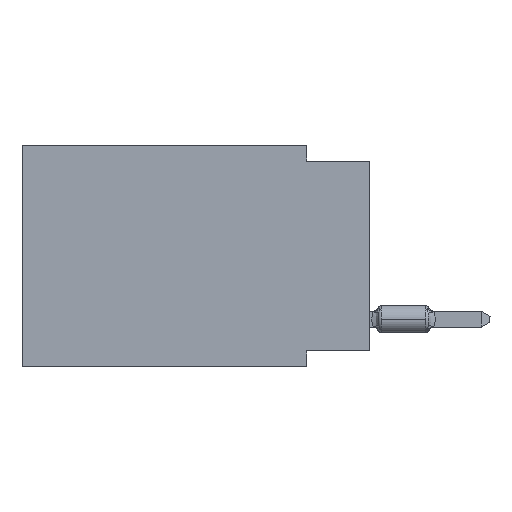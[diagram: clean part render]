
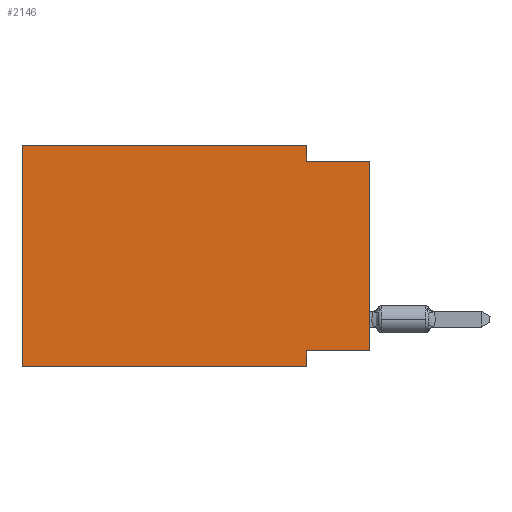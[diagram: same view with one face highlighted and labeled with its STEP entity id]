
A CAD part, left-side view. The second image highlights one B-rep face of the part: STEP entity #2146.
In plain terms, the highlighted planar face has unit normal (-1, 0, 0).
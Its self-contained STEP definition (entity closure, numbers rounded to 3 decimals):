
#570 = DIRECTION ( 'NONE',  ( 0., -1., 0. ) ) ;
#624 = ORIENTED_EDGE ( 'NONE', *, *, #16239, .F. ) ;
#642 = CARTESIAN_POINT ( 'NONE',  ( 0., 0., -8.255 ) ) ;
#1450 = ORIENTED_EDGE ( 'NONE', *, *, #18074, .F. ) ;
#1459 = VECTOR ( 'NONE', #9132, 1000. ) ;
#1704 = EDGE_LOOP ( 'NONE', ( #16249, #4513, #27058, #27948, #624, #4690, #1450, #3254 ) ) ;
#1762 = VECTOR ( 'NONE', #16626, 1000. ) ;
#1987 = LINE ( 'NONE', #27574, #1762 ) ;
#2146 = ADVANCED_FACE ( 'NONE', ( #25244 ), #7570, .F. ) ;
#2362 = LINE ( 'NONE', #15847, #9514 ) ;
#2376 = EDGE_CURVE ( 'NONE', #18054, #25468, #4681, .T. ) ;
#2659 = VERTEX_POINT ( 'NONE', #15271 ) ;
#3254 = ORIENTED_EDGE ( 'NONE', *, *, #2376, .F. ) ;
#4143 = DIRECTION ( 'NONE',  ( 0., 0., 1. ) ) ;
#4513 = ORIENTED_EDGE ( 'NONE', *, *, #15041, .F. ) ;
#4681 = LINE ( 'NONE', #642, #1459 ) ;
#4690 = ORIENTED_EDGE ( 'NONE', *, *, #23933, .T. ) ;
#5041 = DIRECTION ( 'NONE',  ( 0., 0., 1. ) ) ;
#6305 = LINE ( 'NONE', #6987, #13430 ) ;
#6755 = DIRECTION ( 'NONE',  ( 0., -1., 0. ) ) ;
#6977 = AXIS2_PLACEMENT_3D ( 'NONE', #23227, #9716, #20787 ) ;
#6987 = CARTESIAN_POINT ( 'NONE',  ( 0., 0., 0. ) ) ;
#7570 = PLANE ( 'NONE',  #6977 ) ;
#9059 = CARTESIAN_POINT ( 'NONE',  ( 0., 13.97, -8.89 ) ) ;
#9132 = DIRECTION ( 'NONE',  ( 0., 1., 0. ) ) ;
#9235 = LINE ( 'NONE', #22596, #13714 ) ;
#9514 = VECTOR ( 'NONE', #15705, 1000. ) ;
#9639 = LINE ( 'NONE', #27469, #19132 ) ;
#9713 = VERTEX_POINT ( 'NONE', #10316 ) ;
#9716 = DIRECTION ( 'NONE',  ( 1., 0., 0. ) ) ;
#10316 = CARTESIAN_POINT ( 'NONE',  ( 0., 13.97, 0. ) ) ;
#10897 = VERTEX_POINT ( 'NONE', #13080 ) ;
#11309 = EDGE_CURVE ( 'NONE', #18054, #2659, #6305, .T. ) ;
#11503 = CARTESIAN_POINT ( 'NONE',  ( 0., 2.54, 0. ) ) ;
#13080 = CARTESIAN_POINT ( 'NONE',  ( 0., 2.54, -8.89 ) ) ;
#13430 = VECTOR ( 'NONE', #4143, 1000. ) ;
#13714 = VECTOR ( 'NONE', #24478, 1000. ) ;
#14676 = CARTESIAN_POINT ( 'NONE',  ( 0., 2.54, -0.635 ) ) ;
#15041 = EDGE_CURVE ( 'NONE', #22970, #2659, #2362, .T. ) ;
#15271 = CARTESIAN_POINT ( 'NONE',  ( 0., 0., -0.635 ) ) ;
#15705 = DIRECTION ( 'NONE',  ( 0., -1., 0. ) ) ;
#15782 = CARTESIAN_POINT ( 'NONE',  ( 0., 13.97, -8.89 ) ) ;
#15847 = CARTESIAN_POINT ( 'NONE',  ( 0., 0., -0.635 ) ) ;
#16239 = EDGE_CURVE ( 'NONE', #17692, #9713, #9639, .T. ) ;
#16249 = ORIENTED_EDGE ( 'NONE', *, *, #11309, .T. ) ;
#16626 = DIRECTION ( 'NONE',  ( 0., 0., -1. ) ) ;
#16904 = CARTESIAN_POINT ( 'NONE',  ( 0., 0., -8.255 ) ) ;
#17692 = VERTEX_POINT ( 'NONE', #9059 ) ;
#18054 = VERTEX_POINT ( 'NONE', #16904 ) ;
#18074 = EDGE_CURVE ( 'NONE', #25468, #10897, #1987, .T. ) ;
#18547 = EDGE_CURVE ( 'NONE', #23533, #22970, #9235, .T. ) ;
#18961 = EDGE_CURVE ( 'NONE', #9713, #23533, #24725, .T. ) ;
#19068 = CARTESIAN_POINT ( 'NONE',  ( 0., 2.54, -8.255 ) ) ;
#19132 = VECTOR ( 'NONE', #5041, 1000. ) ;
#20238 = VECTOR ( 'NONE', #6755, 1000. ) ;
#20787 = DIRECTION ( 'NONE',  ( 0., 0., -1. ) ) ;
#21086 = VECTOR ( 'NONE', #570, 1000. ) ;
#22596 = CARTESIAN_POINT ( 'NONE',  ( 0., 2.54, 0. ) ) ;
#22970 = VERTEX_POINT ( 'NONE', #14676 ) ;
#23227 = CARTESIAN_POINT ( 'NONE',  ( 0., 13.97, 0. ) ) ;
#23533 = VERTEX_POINT ( 'NONE', #11503 ) ;
#23933 = EDGE_CURVE ( 'NONE', #17692, #10897, #26718, .T. ) ;
#24157 = CARTESIAN_POINT ( 'NONE',  ( 0., 13.97, 0. ) ) ;
#24478 = DIRECTION ( 'NONE',  ( 0., 0., -1. ) ) ;
#24725 = LINE ( 'NONE', #24157, #21086 ) ;
#25244 = FACE_OUTER_BOUND ( 'NONE', #1704, .T. ) ;
#25468 = VERTEX_POINT ( 'NONE', #19068 ) ;
#26718 = LINE ( 'NONE', #15782, #20238 ) ;
#27058 = ORIENTED_EDGE ( 'NONE', *, *, #18547, .F. ) ;
#27469 = CARTESIAN_POINT ( 'NONE',  ( 0., 13.97, 0. ) ) ;
#27574 = CARTESIAN_POINT ( 'NONE',  ( 0., 2.54, -8.89 ) ) ;
#27948 = ORIENTED_EDGE ( 'NONE', *, *, #18961, .F. ) ;
